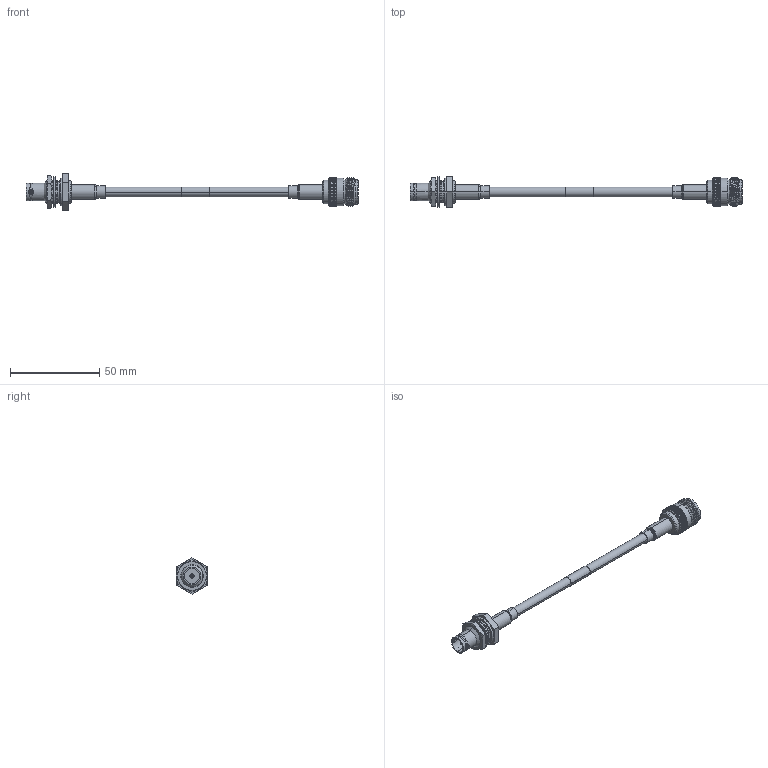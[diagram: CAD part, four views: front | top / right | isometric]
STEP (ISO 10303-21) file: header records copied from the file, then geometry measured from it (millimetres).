
FILE_DESCRIPTION (( 'STEP AP203' ), '1' );
FILE_NAME ('FMCA2719.STEP', '2022-03-09T17:37:49', ( '' ), ( '' ), 'SwSTEP 2.0', 'SolidWorks 2021', '' );
FILE_SCHEMA (( 'CONFIG_CONTROL_DESIGN' ));
Length unit declared in the file: millimetre
Products named in the file (5): RG223_with label; CA-240-MA1_.75" Long; FMCN1760; FMCA2719; FMCN1571_Assemble
Assembly tree (5 placements, depth 2):
  FMCA2719
    RG223_with label
    FMCN1571_Assemble
    FMCN1760
    CA-240-MA1_.75" Long  x2
Bounding box: 186.09 x 17.5 x 20.21 mm (x, y, z)
Volume: 8962.5 mm3; surface area: 12163.1 mm2
Topology: 17 solids, 18 shells, 2509 faces, 5431 edges, 2979 vertices
Faces by surface type: bspline 1443, cylinder 527, plane 320, cone 193, torus 26
Entity records: 81673 total; most frequent: CARTESIAN_POINT 43291, ORIENTED_EDGE 10774, EDGE_CURVE 5387, DIRECTION 4199, VERTEX_POINT 2955, EDGE_LOOP 2534, FACE_OUTER_BOUND 2487, ADVANCED_FACE 2487
